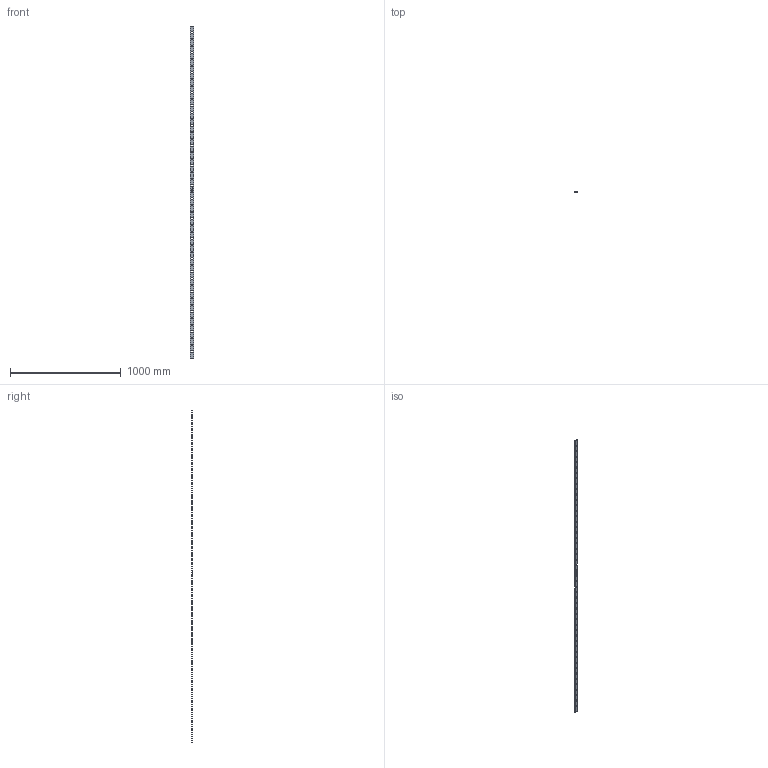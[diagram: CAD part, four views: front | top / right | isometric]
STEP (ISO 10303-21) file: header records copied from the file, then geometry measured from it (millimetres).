
FILE_DESCRIPTION (( 'STEP AP203' ), '1' );
FILE_NAME ('1551-83M.step', '2022-07-04T11:39:54', ( '' ), ( '' ), 'SwSTEP 2.0', 'SolidWorks 2018', '' );
FILE_SCHEMA (( 'CONFIG_CONTROL_DESIGN' ));
Length unit declared in the file: millimetre
Products named in the file (1): 1551-83M
Bounding box: 30 x 8 x 3000 mm (x, y, z)
Volume: 653751.1 mm3; surface area: 232313.7 mm2
Topology: 1 solids, 1 shells, 459 faces, 1305 edges, 870 vertices
Faces by surface type: plane 344, bspline 115
Entity records: 20158 total; most frequent: CARTESIAN_POINT 8726, ORIENTED_EDGE 2610, DIRECTION 1765, EDGE_CURVE 1305, VECTOR 1075, LINE 1075, VERTEX_POINT 870, EDGE_LOOP 579
